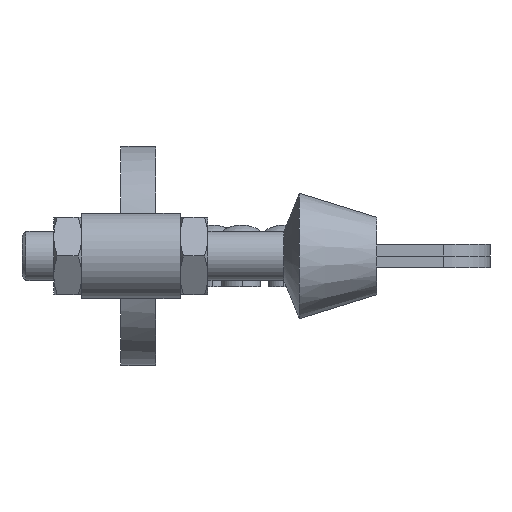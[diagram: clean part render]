
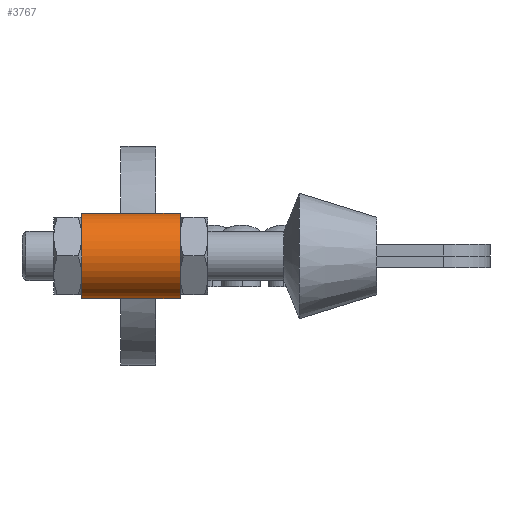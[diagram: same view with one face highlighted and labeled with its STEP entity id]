
A CAD part, left-side view. The second image highlights one B-rep face of the part: STEP entity #3767.
In plain terms, the highlighted cylindrical face has radius 5.5 mm (diameter 11 mm), a partial arc.
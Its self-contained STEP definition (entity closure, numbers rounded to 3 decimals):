
#5 = CARTESIAN_POINT ( 'NONE',  ( -107.974, 38.1, -5.5 ) ) ;
#135 = DIRECTION ( 'NONE',  ( 0., 1., 0. ) ) ;
#280 = VERTEX_POINT ( 'NONE', #7244 ) ;
#373 = ORIENTED_EDGE ( 'NONE', *, *, #3973, .F. ) ;
#398 = CARTESIAN_POINT ( 'NONE',  ( -107.974, 25.4, -5.5 ) ) ;
#708 = EDGE_CURVE ( 'NONE', #1057, #280, #6273, .T. ) ;
#809 = CYLINDRICAL_SURFACE ( 'NONE', #6618, 5.5 ) ;
#909 = DIRECTION ( 'NONE',  ( 0., -1., 0. ) ) ;
#1022 = VERTEX_POINT ( 'NONE', #2255 ) ;
#1026 = DIRECTION ( 'NONE',  ( 0., -1., 0. ) ) ;
#1057 = VERTEX_POINT ( 'NONE', #398 ) ;
#1141 = CARTESIAN_POINT ( 'NONE',  ( -107.974, 38.1, 0. ) ) ;
#1150 = AXIS2_PLACEMENT_3D ( 'NONE', #5760, #135, #8294 ) ;
#1667 = LINE ( 'NONE', #5, #6644 ) ;
#1755 = CARTESIAN_POINT ( 'NONE',  ( -107.974, 38.1, 5.5 ) ) ;
#2255 = CARTESIAN_POINT ( 'NONE',  ( -107.974, 38.1, -5.5 ) ) ;
#2527 = EDGE_LOOP ( 'NONE', ( #373, #5772, #3829, #6146 ) ) ;
#2776 = VERTEX_POINT ( 'NONE', #1755 ) ;
#3037 = EDGE_CURVE ( 'NONE', #1022, #2776, #5696, .T. ) ;
#3767 = ADVANCED_FACE ( 'NONE', ( #4939 ), #809, .T. ) ;
#3781 = LINE ( 'NONE', #7199, #5347 ) ;
#3829 = ORIENTED_EDGE ( 'NONE', *, *, #8088, .T. ) ;
#3973 = EDGE_CURVE ( 'NONE', #2776, #280, #3781, .T. ) ;
#4562 = DIRECTION ( 'NONE',  ( 0., -1., 0. ) ) ;
#4939 = FACE_OUTER_BOUND ( 'NONE', #2527, .T. ) ;
#5347 = VECTOR ( 'NONE', #909, 1000. ) ;
#5696 = CIRCLE ( 'NONE', #1150, 5.5 ) ;
#5760 = CARTESIAN_POINT ( 'NONE',  ( -107.974, 38.1, 0. ) ) ;
#5772 = ORIENTED_EDGE ( 'NONE', *, *, #3037, .F. ) ;
#5930 = DIRECTION ( 'NONE',  ( 1., 0., 0. ) ) ;
#6146 = ORIENTED_EDGE ( 'NONE', *, *, #708, .T. ) ;
#6273 = CIRCLE ( 'NONE', #7744, 5.5 ) ;
#6618 = AXIS2_PLACEMENT_3D ( 'NONE', #1141, #1026, #7994 ) ;
#6644 = VECTOR ( 'NONE', #4562, 1000. ) ;
#6886 = CARTESIAN_POINT ( 'NONE',  ( -107.974, 25.4, 0. ) ) ;
#6930 = DIRECTION ( 'NONE',  ( 0., 1., 0. ) ) ;
#7199 = CARTESIAN_POINT ( 'NONE',  ( -107.974, 38.1, 5.5 ) ) ;
#7244 = CARTESIAN_POINT ( 'NONE',  ( -107.974, 25.4, 5.5 ) ) ;
#7744 = AXIS2_PLACEMENT_3D ( 'NONE', #6886, #6930, #5930 ) ;
#7994 = DIRECTION ( 'NONE',  ( 0., 0., -1. ) ) ;
#8088 = EDGE_CURVE ( 'NONE', #1022, #1057, #1667, .T. ) ;
#8294 = DIRECTION ( 'NONE',  ( 1., 0., 0. ) ) ;
